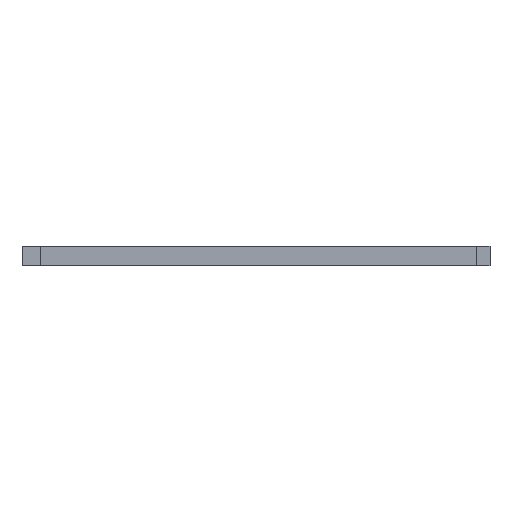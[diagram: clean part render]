
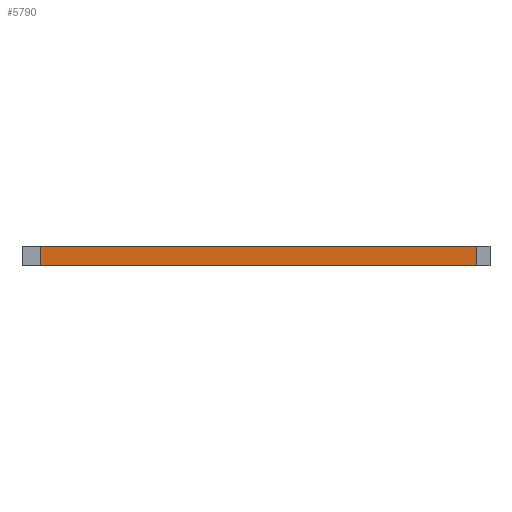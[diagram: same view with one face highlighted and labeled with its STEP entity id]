
A CAD part, front view. The second image highlights one B-rep face of the part: STEP entity #5790.
In plain terms, the highlighted planar face has unit normal (0, -1, 0).
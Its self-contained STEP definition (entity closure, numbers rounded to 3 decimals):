
#83 = PLANE('',#84);
#84 = AXIS2_PLACEMENT_3D('',#85,#86,#87);
#85 = CARTESIAN_POINT('',(61.54,-53.441,1.6));
#86 = DIRECTION('',(-0.,-0.,-1.));
#87 = DIRECTION('',(-1.,0.,0.));
#137 = PLANE('',#138);
#138 = AXIS2_PLACEMENT_3D('',#139,#140,#141);
#139 = CARTESIAN_POINT('',(61.54,-53.441,0.));
#140 = DIRECTION('',(-0.,-0.,-1.));
#141 = DIRECTION('',(-1.,0.,0.));
#761 = VERTEX_POINT('',#762);
#762 = CARTESIAN_POINT('',(79.2,-76.37,0.));
#776 = PLANE('',#777);
#777 = AXIS2_PLACEMENT_3D('',#778,#779,#780);
#778 = CARTESIAN_POINT('',(79.2,-56.05,0.));
#779 = DIRECTION('',(1.,0.,-0.));
#780 = DIRECTION('',(0.,-1.,0.));
#788 = EDGE_CURVE('',#761,#789,#791,.T.);
#789 = VERTEX_POINT('',#790);
#790 = CARTESIAN_POINT('',(44.15,-76.37,0.));
#791 = SURFACE_CURVE('',#792,(#796,#803),.PCURVE_S1.);
#792 = LINE('',#793,#794);
#793 = CARTESIAN_POINT('',(79.2,-76.37,0.));
#794 = VECTOR('',#795,1.);
#795 = DIRECTION('',(-1.,0.,0.));
#796 = PCURVE('',#137,#797);
#797 = DEFINITIONAL_REPRESENTATION('',(#798),#802);
#798 = LINE('',#799,#800);
#799 = CARTESIAN_POINT('',(-17.66,-22.929));
#800 = VECTOR('',#801,1.);
#801 = DIRECTION('',(1.,0.));
#802 = ( GEOMETRIC_REPRESENTATION_CONTEXT(2) 
PARAMETRIC_REPRESENTATION_CONTEXT() REPRESENTATION_CONTEXT('2D SPACE',''
  ) );
#803 = PCURVE('',#804,#809);
#804 = PLANE('',#805);
#805 = AXIS2_PLACEMENT_3D('',#806,#807,#808);
#806 = CARTESIAN_POINT('',(79.2,-76.37,0.));
#807 = DIRECTION('',(0.,-1.,0.));
#808 = DIRECTION('',(-1.,0.,0.));
#809 = DEFINITIONAL_REPRESENTATION('',(#810),#814);
#810 = LINE('',#811,#812);
#811 = CARTESIAN_POINT('',(0.,-0.));
#812 = VECTOR('',#813,1.);
#813 = DIRECTION('',(1.,0.));
#814 = ( GEOMETRIC_REPRESENTATION_CONTEXT(2) 
PARAMETRIC_REPRESENTATION_CONTEXT() REPRESENTATION_CONTEXT('2D SPACE',''
  ) );
#832 = PLANE('',#833);
#833 = AXIS2_PLACEMENT_3D('',#834,#835,#836);
#834 = CARTESIAN_POINT('',(44.15,-76.37,0.));
#835 = DIRECTION('',(-1.,0.,0.));
#836 = DIRECTION('',(0.,1.,0.));
#3255 = VERTEX_POINT('',#3256);
#3256 = CARTESIAN_POINT('',(79.2,-76.37,1.6));
#3277 = EDGE_CURVE('',#3255,#3278,#3280,.T.);
#3278 = VERTEX_POINT('',#3279);
#3279 = CARTESIAN_POINT('',(44.15,-76.37,1.6));
#3280 = SURFACE_CURVE('',#3281,(#3285,#3292),.PCURVE_S1.);
#3281 = LINE('',#3282,#3283);
#3282 = CARTESIAN_POINT('',(79.2,-76.37,1.6));
#3283 = VECTOR('',#3284,1.);
#3284 = DIRECTION('',(-1.,0.,0.));
#3285 = PCURVE('',#83,#3286);
#3286 = DEFINITIONAL_REPRESENTATION('',(#3287),#3291);
#3287 = LINE('',#3288,#3289);
#3288 = CARTESIAN_POINT('',(-17.66,-22.929));
#3289 = VECTOR('',#3290,1.);
#3290 = DIRECTION('',(1.,0.));
#3291 = ( GEOMETRIC_REPRESENTATION_CONTEXT(2) 
PARAMETRIC_REPRESENTATION_CONTEXT() REPRESENTATION_CONTEXT('2D SPACE',''
  ) );
#3292 = PCURVE('',#804,#3293);
#3293 = DEFINITIONAL_REPRESENTATION('',(#3294),#3298);
#3294 = LINE('',#3295,#3296);
#3295 = CARTESIAN_POINT('',(0.,-1.6));
#3296 = VECTOR('',#3297,1.);
#3297 = DIRECTION('',(1.,0.));
#3298 = ( GEOMETRIC_REPRESENTATION_CONTEXT(2) 
PARAMETRIC_REPRESENTATION_CONTEXT() REPRESENTATION_CONTEXT('2D SPACE',''
  ) );
#5768 = EDGE_CURVE('',#789,#3278,#5769,.T.);
#5769 = SURFACE_CURVE('',#5770,(#5774,#5781),.PCURVE_S1.);
#5770 = LINE('',#5771,#5772);
#5771 = CARTESIAN_POINT('',(44.15,-76.37,0.));
#5772 = VECTOR('',#5773,1.);
#5773 = DIRECTION('',(0.,0.,1.));
#5774 = PCURVE('',#832,#5775);
#5775 = DEFINITIONAL_REPRESENTATION('',(#5776),#5780);
#5776 = LINE('',#5777,#5778);
#5777 = CARTESIAN_POINT('',(0.,0.));
#5778 = VECTOR('',#5779,1.);
#5779 = DIRECTION('',(0.,-1.));
#5780 = ( GEOMETRIC_REPRESENTATION_CONTEXT(2) 
PARAMETRIC_REPRESENTATION_CONTEXT() REPRESENTATION_CONTEXT('2D SPACE',''
  ) );
#5781 = PCURVE('',#804,#5782);
#5782 = DEFINITIONAL_REPRESENTATION('',(#5783),#5787);
#5783 = LINE('',#5784,#5785);
#5784 = CARTESIAN_POINT('',(35.05,0.));
#5785 = VECTOR('',#5786,1.);
#5786 = DIRECTION('',(0.,-1.));
#5787 = ( GEOMETRIC_REPRESENTATION_CONTEXT(2) 
PARAMETRIC_REPRESENTATION_CONTEXT() REPRESENTATION_CONTEXT('2D SPACE',''
  ) );
#5790 = ADVANCED_FACE('',(#5791),#804,.T.);
#5791 = FACE_BOUND('',#5792,.T.);
#5792 = EDGE_LOOP('',(#5793,#5814,#5815,#5816));
#5793 = ORIENTED_EDGE('',*,*,#5794,.T.);
#5794 = EDGE_CURVE('',#761,#3255,#5795,.T.);
#5795 = SURFACE_CURVE('',#5796,(#5800,#5807),.PCURVE_S1.);
#5796 = LINE('',#5797,#5798);
#5797 = CARTESIAN_POINT('',(79.2,-76.37,0.));
#5798 = VECTOR('',#5799,1.);
#5799 = DIRECTION('',(0.,0.,1.));
#5800 = PCURVE('',#804,#5801);
#5801 = DEFINITIONAL_REPRESENTATION('',(#5802),#5806);
#5802 = LINE('',#5803,#5804);
#5803 = CARTESIAN_POINT('',(0.,-0.));
#5804 = VECTOR('',#5805,1.);
#5805 = DIRECTION('',(0.,-1.));
#5806 = ( GEOMETRIC_REPRESENTATION_CONTEXT(2) 
PARAMETRIC_REPRESENTATION_CONTEXT() REPRESENTATION_CONTEXT('2D SPACE',''
  ) );
#5807 = PCURVE('',#776,#5808);
#5808 = DEFINITIONAL_REPRESENTATION('',(#5809),#5813);
#5809 = LINE('',#5810,#5811);
#5810 = CARTESIAN_POINT('',(20.32,0.));
#5811 = VECTOR('',#5812,1.);
#5812 = DIRECTION('',(0.,-1.));
#5813 = ( GEOMETRIC_REPRESENTATION_CONTEXT(2) 
PARAMETRIC_REPRESENTATION_CONTEXT() REPRESENTATION_CONTEXT('2D SPACE',''
  ) );
#5814 = ORIENTED_EDGE('',*,*,#3277,.T.);
#5815 = ORIENTED_EDGE('',*,*,#5768,.F.);
#5816 = ORIENTED_EDGE('',*,*,#788,.F.);
